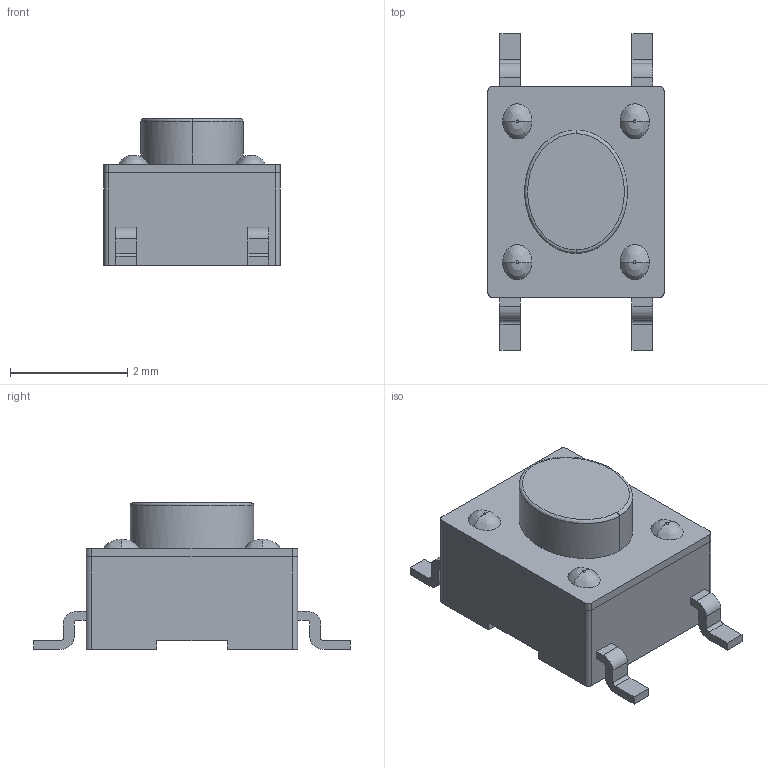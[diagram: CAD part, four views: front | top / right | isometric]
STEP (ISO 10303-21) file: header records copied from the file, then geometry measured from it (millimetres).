
FILE_DESCRIPTION(('FreeCAD Model'),'2;1');
FILE_NAME( 'SW_tact_6x3.step', '2016-01-28T11:20:30',('Author'),(''), 'Open CASCADE STEP processor 6.8','FreeCAD','Unknown');
FILE_SCHEMA(('AUTOMOTIVE_DESIGN_CC2 { 1 2 10303 214 -1 1 5 4 }'));
Length unit declared in the file: millimetre
Products named in the file (2): ASSEMBLY; Clone_of_Clone_of_Fusion
Assembly tree (1 placements, depth 2):
  ASSEMBLY
    Clone_of_Clone_of_Fusion
Bounding box: 3 x 5.4 x 2.5 mm (x, y, z)
Volume: 20.7 mm3; surface area: 54.8 mm2
Topology: 1 solids, 1 shells, 91 faces, 230 edges, 150 vertices
Faces by surface type: bspline 91
Entity records: 6116 total; most frequent: CARTESIAN_POINT 2552, B_SPLINE_CURVE_WITH_KNOTS 554, ORIENTED_EDGE 460, PCURVE 460, DEFINITIONAL_REPRESENTATION 460, EDGE_CURVE 230, SURFACE_CURVE 230, VERTEX_POINT 150
